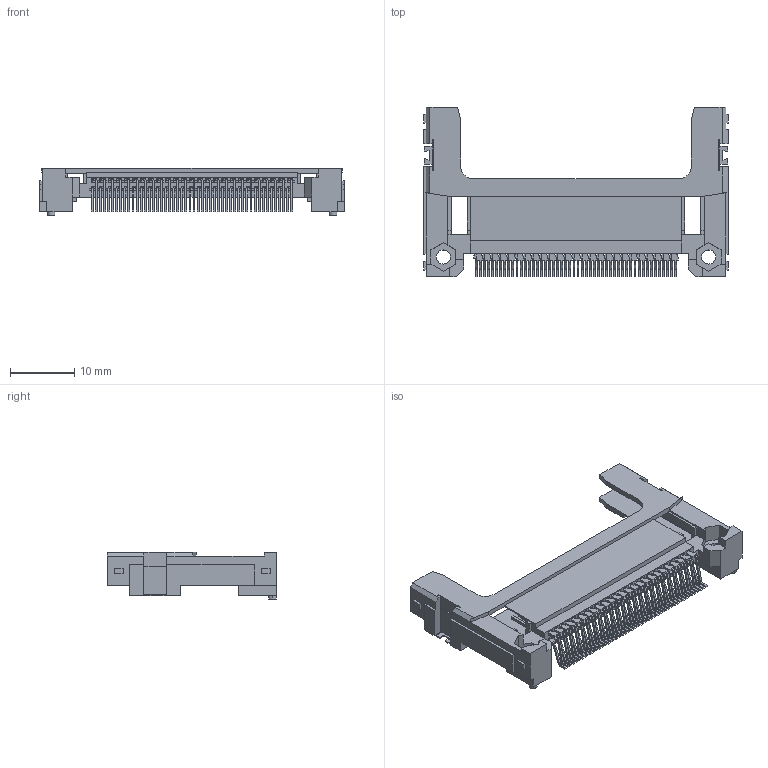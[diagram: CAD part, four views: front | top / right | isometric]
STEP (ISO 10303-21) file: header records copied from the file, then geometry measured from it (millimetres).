
FILE_DESCRIPTION(('STEP AP242'),'1');
FILE_NAME('693120035011.stp','2022-05-21T13:12:21',('TraceParts'),('TraceParts S.A.'),'Spatial InterOp 3D',' ',' ');
FILE_SCHEMA(('AP242_MANAGED_MODEL_BASED_3D_ENGINEERING_MIM_LF {1 0 10303 442 1 1 4}'));
Length unit declared in the file: millimetre
Products named in the file (1): 693120035011_1
Bounding box: 47.6 x 26.5 x 7.4 mm (x, y, z)
Volume: 1591.2 mm3; surface area: 5124.5 mm2
Topology: 53 solids, 53 shells, 2384 faces, 6160 edges, 3880 vertices
Faces by surface type: plane 1827, cylinder 553, cone 4
Entity records: 86198 total; most frequent: CARTESIAN_POINT 13077, ORIENTED_EDGE 12320, DIRECTION 11844, EDGE_CURVE 6160, LINE 4950, VECTOR 4950, VERTEX_POINT 3880, AXIS2_PLACEMENT_3D 3447
